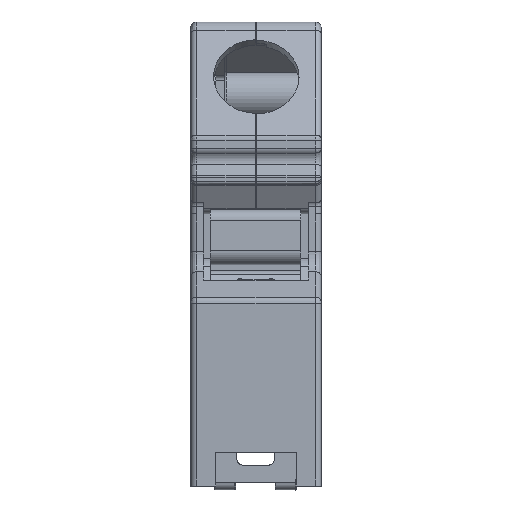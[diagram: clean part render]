
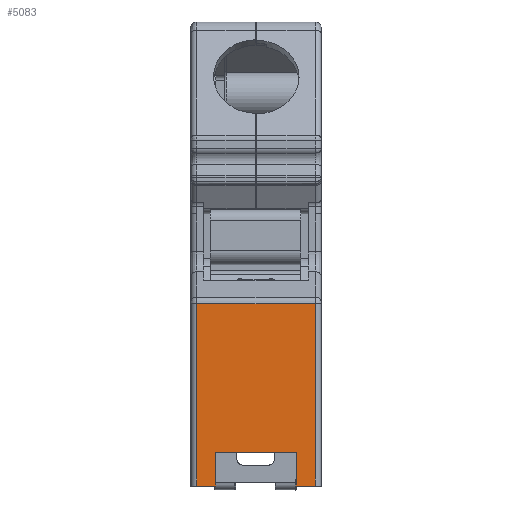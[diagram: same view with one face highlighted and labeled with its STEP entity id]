
A CAD part, front view. The second image highlights one B-rep face of the part: STEP entity #5083.
In plain terms, the highlighted planar face has unit normal (0, -1, 0).
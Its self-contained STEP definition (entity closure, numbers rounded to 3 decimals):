
#3245=CARTESIAN_POINT('',(10.8,24.85,-32.));
#3246=VERTEX_POINT('',#3245);
#3254=CARTESIAN_POINT('',(9.1,24.85,-32.));
#3255=VERTEX_POINT('',#3254);
#3256=CARTESIAN_POINT('',(10.8,24.85,-32.));
#3257=DIRECTION('',(-1.,0.,0.));
#3258=VECTOR('',#3257,1.7);
#3259=LINE('',#3256,#3258);
#3260=EDGE_CURVE('',#3246,#3255,#3259,.T.);
#4459=CARTESIAN_POINT('',(9.1,24.85,-29.));
#4460=VERTEX_POINT('',#4459);
#4469=CARTESIAN_POINT('',(9.1,24.85,-32.));
#4470=DIRECTION('',(0.,0.,1.));
#4471=VECTOR('',#4470,3.);
#4472=LINE('',#4469,#4471);
#4473=EDGE_CURVE('',#3255,#4460,#4472,.T.);
#4484=CARTESIAN_POINT('',(2.,24.85,-29.));
#4485=VERTEX_POINT('',#4484);
#4486=CARTESIAN_POINT('',(9.1,24.85,-29.));
#4487=DIRECTION('',(-1.,0.,0.));
#4488=VECTOR('',#4487,7.1);
#4489=LINE('',#4486,#4488);
#4490=EDGE_CURVE('',#4460,#4485,#4489,.T.);
#4507=CARTESIAN_POINT('',(10.8,24.85,-15.893));
#4508=VERTEX_POINT('',#4507);
#4517=CARTESIAN_POINT('',(0.3,24.85,-15.893));
#4518=VERTEX_POINT('',#4517);
#4526=CARTESIAN_POINT('',(10.8,24.85,-15.893));
#4527=DIRECTION('',(-1.,0.,0.));
#4528=VECTOR('',#4527,10.5);
#4529=LINE('',#4526,#4528);
#4530=EDGE_CURVE('',#4508,#4518,#4529,.T.);
#5024=CARTESIAN_POINT('',(10.8,24.85,-15.893));
#5025=DIRECTION('',(0.,0.,-1.));
#5026=VECTOR('',#5025,16.107);
#5027=LINE('',#5024,#5026);
#5028=EDGE_CURVE('',#4508,#3246,#5027,.T.);
#5049=CARTESIAN_POINT('',(5.75,24.85,-23.946));
#5050=DIRECTION('',(0.,0.,-1.));
#5051=DIRECTION('',(0.,-1.,-0.));
#5052=AXIS2_PLACEMENT_3D('',#5049,#5051,#5050);
#5053=PLANE('',#5052);
#5054=ORIENTED_EDGE('',*,*,#3260,.F.);
#5055=ORIENTED_EDGE('',*,*,#5028,.F.);
#5056=ORIENTED_EDGE('',*,*,#4530,.T.);
#5057=CARTESIAN_POINT('',(0.3,24.85,-32.));
#5058=VERTEX_POINT('',#5057);
#5059=CARTESIAN_POINT('',(0.3,24.85,-32.));
#5060=DIRECTION('',(0.,0.,1.));
#5061=VECTOR('',#5060,16.107);
#5062=LINE('',#5059,#5061);
#5063=EDGE_CURVE('',#5058,#4518,#5062,.T.);
#5064=ORIENTED_EDGE('',*,*,#5063,.F.);
#5065=CARTESIAN_POINT('',(2.,24.85,-32.));
#5066=VERTEX_POINT('',#5065);
#5067=CARTESIAN_POINT('',(2.,24.85,-32.));
#5068=DIRECTION('',(-1.,0.,0.));
#5069=VECTOR('',#5068,1.7);
#5070=LINE('',#5067,#5069);
#5071=EDGE_CURVE('',#5066,#5058,#5070,.T.);
#5072=ORIENTED_EDGE('',*,*,#5071,.F.);
#5073=CARTESIAN_POINT('',(2.,24.85,-29.));
#5074=DIRECTION('',(0.,0.,-1.));
#5075=VECTOR('',#5074,3.);
#5076=LINE('',#5073,#5075);
#5077=EDGE_CURVE('',#4485,#5066,#5076,.T.);
#5078=ORIENTED_EDGE('',*,*,#5077,.F.);
#5079=ORIENTED_EDGE('',*,*,#4490,.F.);
#5080=ORIENTED_EDGE('',*,*,#4473,.F.);
#5081=EDGE_LOOP('',(#5054,#5055,#5056,#5064,#5072,#5078,#5079,#5080));
#5082=FACE_OUTER_BOUND('',#5081,.T.);
#5083=ADVANCED_FACE('',(#5082),#5053,.T.);
